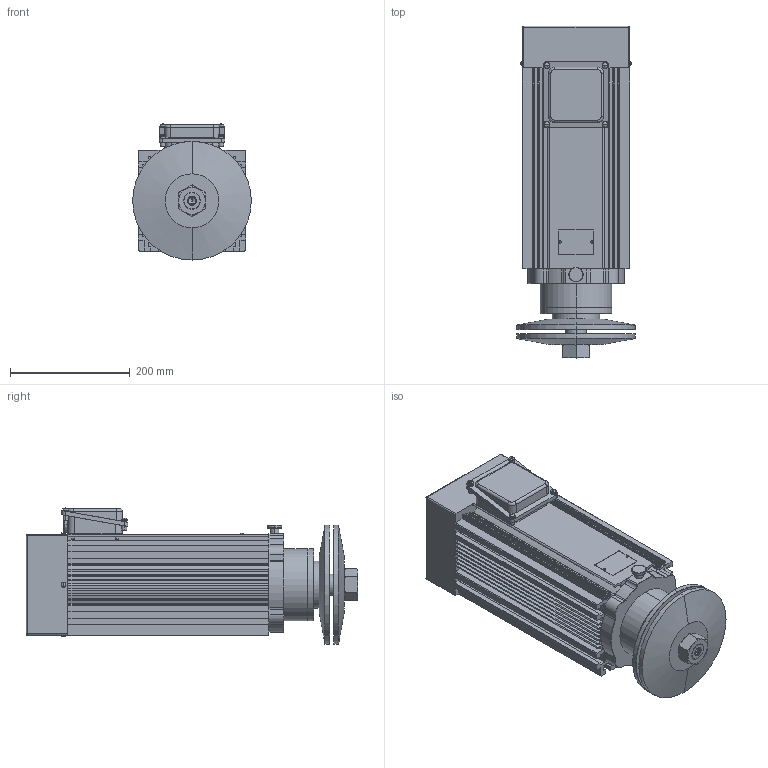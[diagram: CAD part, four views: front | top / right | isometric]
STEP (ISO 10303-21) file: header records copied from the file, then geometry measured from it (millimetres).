
FILE_DESCRIPTION(('HOOPS Exchange Step'),'2;1');
FILE_NAME('export-28B75974-AC38-489D-BA81-283E0BF8F556.stp','2025-02-01T16:43:45+01:00',('Engineering'),('Alibre'),'HOOPS Exchange 2024.3','Alibre','Unknown authorisation');
FILE_SCHEMA( ('AP242_MANAGED_MODEL_BASED_3D_ENGINEERING_MIM_LF {1 0 10303 442 1 1 4 }') );
Length unit declared in the file: millimetre
Products named in the file (1): 7136 Sawmotor C8590-B-2DB-BT-RH 7.5kW-RH-3000-3600RPM Big Blade series
Bounding box: 198 x 554 x 227.27 mm (x, y, z)
Volume: 12669301.7 mm3; surface area: 809663.5 mm2
Topology: 1 solids, 7 shells, 720 faces, 1778 edges, 1090 vertices
Faces by surface type: plane 392, cylinder 214, cone 82, sphere 24, torus 8
Entity records: 21554 total; most frequent: DIRECTION 3762, CARTESIAN_POINT 3716, ORIENTED_EDGE 3504, EDGE_CURVE 1752, AXIS2_PLACEMENT_3D 1316, VECTOR 1130, LINE 1130, VERTEX_POINT 1090
